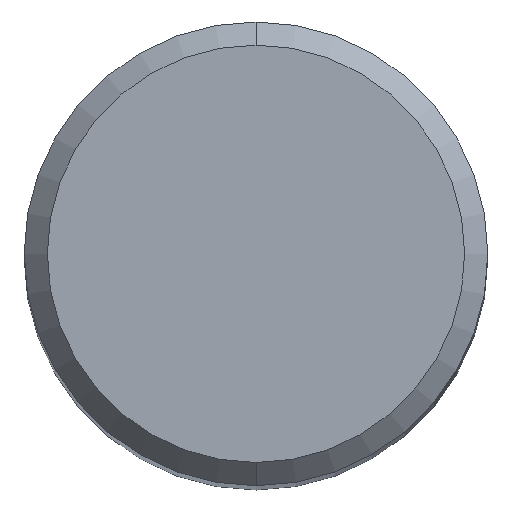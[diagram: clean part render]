
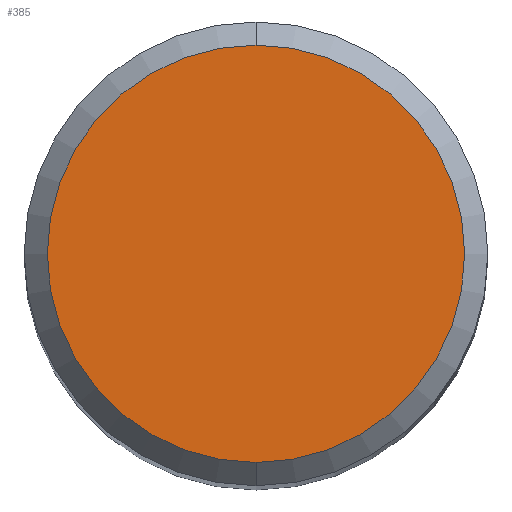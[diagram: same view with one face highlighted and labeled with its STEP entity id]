
A CAD part, top view. The second image highlights one B-rep face of the part: STEP entity #385.
In plain terms, the highlighted planar face has unit normal (0, 0, 1).
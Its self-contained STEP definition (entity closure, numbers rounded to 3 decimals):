
#197=VERTEX_POINT('',#492);
#249=EDGE_CURVE('',#279,#197,#549,.T.);
#279=VERTEX_POINT('',#582);
#379=EDGE_CURVE('',#197,#279,#692,.T.);
#385=ADVANCED_FACE('',(#698),#699,.T.);
#492=CARTESIAN_POINT('',(0.0,3.6,41.48));
#549=CIRCLE('',#958,3.6);
#582=CARTESIAN_POINT('',(0.,-3.6,41.48));
#692=CIRCLE('',#1282,3.6);
#698=FACE_OUTER_BOUND('',#1297,.T.);
#699=PLANE('',#1298);
#958=AXIS2_PLACEMENT_3D('',#1520,#1521,#1522);
#1282=AXIS2_PLACEMENT_3D('',#1670,#1671,#1672);
#1297=EDGE_LOOP('',(#1677,#1678));
#1298=AXIS2_PLACEMENT_3D('',#1679,#1680,#1681);
#1520=CARTESIAN_POINT('',(0.0,0.0,41.48));
#1521=DIRECTION('',(0.0,0.0,-1.0));
#1522=DIRECTION('',(0.0,1.0,0.0));
#1670=CARTESIAN_POINT('',(0.0,0.0,41.48));
#1671=DIRECTION('',(0.0,0.0,-1.0));
#1672=DIRECTION('',(0.0,1.0,0.0));
#1677=ORIENTED_EDGE('',*,*,#379,.F.);
#1678=ORIENTED_EDGE('',*,*,#249,.F.);
#1679=CARTESIAN_POINT('',(0.0,1.8,41.48));
#1680=DIRECTION('',(-0.0,0.0,1.0));
#1681=DIRECTION('',(0.0,-1.0,0.0));
